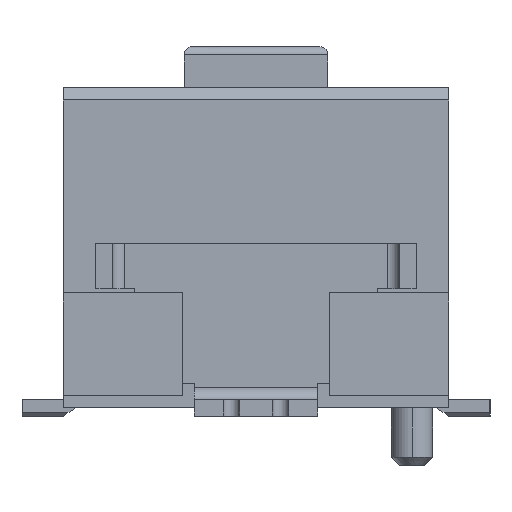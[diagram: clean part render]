
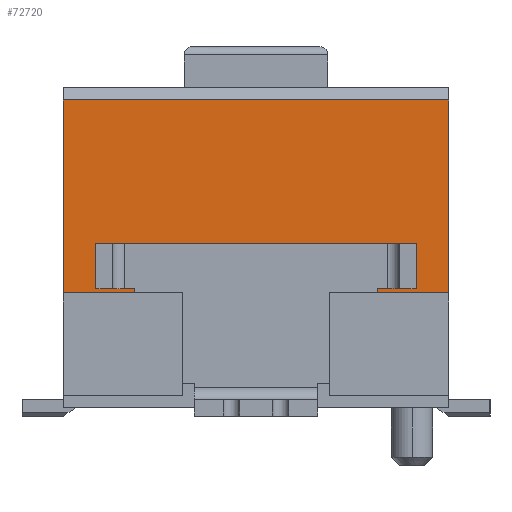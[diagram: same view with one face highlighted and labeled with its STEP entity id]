
A CAD part, left-side view. The second image highlights one B-rep face of the part: STEP entity #72720.
In plain terms, the highlighted planar face has unit normal (-1, 0, 0).
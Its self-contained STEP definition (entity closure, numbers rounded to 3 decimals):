
#48570=CARTESIAN_POINT('',(-9.1,1.6,1.5));
#48580=VERTEX_POINT('',#48570);
#48630=CARTESIAN_POINT('',(-9.1,0.,-0.1));
#48640=DIRECTION('',(0.,-0.707,-0.707));
#48650=VECTOR('',#48640,1.);
#48660=LINE('',#48630,#48650);
#48670=CARTESIAN_POINT('',(-9.1,1.5,1.4));
#48680=VERTEX_POINT('',#48670);
#48690=EDGE_CURVE('',#48580,#48680,#48660,.T.);
#54260=CARTESIAN_POINT('',(-9.1,-1.475,1.55));
#54270=VERTEX_POINT('',#54260);
#54300=CARTESIAN_POINT('',(-9.1,-1.475,0.));
#54310=DIRECTION('',(0.,0.,-1.));
#54320=VECTOR('',#54310,1.);
#54330=LINE('',#54300,#54320);
#54340=CARTESIAN_POINT('',(-9.1,-1.475,0.6));
#54350=VERTEX_POINT('',#54340);
#54360=EDGE_CURVE('',#54270,#54350,#54330,.T.);
#56060=CARTESIAN_POINT('',(-9.1,1.475,0.6));
#56070=VERTEX_POINT('',#56060);
#56120=CARTESIAN_POINT('',(-9.1,1.475,0.));
#56130=DIRECTION('',(0.,0.,-1.));
#56140=VECTOR('',#56130,1.);
#56150=LINE('',#56120,#56140);
#56160=CARTESIAN_POINT('',(-9.1,1.475,1.55));
#56170=VERTEX_POINT('',#56160);
#56180=EDGE_CURVE('',#56170,#56070,#56150,.T.);
#58470=CARTESIAN_POINT('',(-9.1,-1.65,2.1));
#58480=VERTEX_POINT('',#58470);
#58510=CARTESIAN_POINT('',(-9.1,-1.65,1.724));
#58520=DIRECTION('',(0.,0.,1.));
#58530=VECTOR('',#58520,1.);
#58540=LINE('',#58510,#58530);
#58550=CARTESIAN_POINT('',(-9.1,-1.65,1.55));
#58560=VERTEX_POINT('',#58550);
#58570=EDGE_CURVE('',#58560,#58480,#58540,.T.);
#71570=CARTESIAN_POINT('',(-9.1,2.518,-0.044));
#71580=DIRECTION('',(-1.,0.,0.));
#71590=DIRECTION('',(0.,1.,0.));
#71600=AXIS2_PLACEMENT_3D('',#71570,#71580,#71590);
#71610=PLANE('',#71600);
#71620=ORIENTED_EDGE('',*,*,#58570,.F.);
#71630=CARTESIAN_POINT('',(-9.1,0.,2.1));
#71640=DIRECTION('',(0.,-1.,0.));
#71650=VECTOR('',#71640,1.);
#71660=LINE('',#71630,#71650);
#71670=CARTESIAN_POINT('',(-9.1,1.65,2.1));
#71680=VERTEX_POINT('',#71670);
#71690=EDGE_CURVE('',#71680,#58480,#71660,.T.);
#71700=ORIENTED_EDGE('',*,*,#71690,.T.);
#71710=CARTESIAN_POINT('',(-9.1,1.65,0.122));
#71720=DIRECTION('',(0.,0.,1.));
#71730=VECTOR('',#71720,1.);
#71740=LINE('',#71710,#71730);
#71750=CARTESIAN_POINT('',(-9.1,1.65,1.55));
#71760=VERTEX_POINT('',#71750);
#71770=EDGE_CURVE('',#71760,#71680,#71740,.T.);
#71780=ORIENTED_EDGE('',*,*,#71770,.T.);
#71790=CARTESIAN_POINT('',(-9.1,0.,1.55));
#71800=DIRECTION('',(0.,-1.,0.));
#71810=VECTOR('',#71800,1.);
#71820=LINE('',#71790,#71810);
#71830=EDGE_CURVE('',#71760,#56170,#71820,.T.);
#71840=ORIENTED_EDGE('',*,*,#71830,.F.);
#71850=ORIENTED_EDGE('',*,*,#56180,.F.);
#71860=CARTESIAN_POINT('',(-9.1,0.,0.6));
#71870=DIRECTION('',(0.,1.,0.));
#71880=VECTOR('',#71870,1.);
#71890=LINE('',#71860,#71880);
#71900=CARTESIAN_POINT('',(-9.1,1.5,0.6));
#71910=VERTEX_POINT('',#71900);
#71920=EDGE_CURVE('',#56070,#71910,#71890,.T.);
#71930=ORIENTED_EDGE('',*,*,#71920,.F.);
#71940=CARTESIAN_POINT('',(-9.1,1.5,0.));
#71950=DIRECTION('',(0.,0.,-1.));
#71960=VECTOR('',#71950,1.);
#71970=LINE('',#71940,#71960);
#71980=EDGE_CURVE('',#48680,#71910,#71970,.T.);
#71990=ORIENTED_EDGE('',*,*,#71980,.T.);
#72000=ORIENTED_EDGE('',*,*,#48690,.T.);
#72010=CARTESIAN_POINT('',(-9.1,0.,1.5));
#72020=DIRECTION('',(0.,-1.,0.));
#72030=VECTOR('',#72020,1.);
#72040=LINE('',#72010,#72030);
#72050=CARTESIAN_POINT('',(-9.1,2.35,1.5));
#72060=VERTEX_POINT('',#72050);
#72070=EDGE_CURVE('',#72060,#48580,#72040,.T.);
#72080=ORIENTED_EDGE('',*,*,#72070,.T.);
#72090=CARTESIAN_POINT('',(-9.1,2.35,0.));
#72100=DIRECTION('',(0.,0.,-1.));
#72110=VECTOR('',#72100,1.);
#72120=LINE('',#72090,#72110);
#72130=CARTESIAN_POINT('',(-9.1,2.35,3.85));
#72140=VERTEX_POINT('',#72130);
#72150=EDGE_CURVE('',#72140,#72060,#72120,.T.);
#72160=ORIENTED_EDGE('',*,*,#72150,.T.);
#72170=CARTESIAN_POINT('',(-9.1,0.,3.85));
#72180=DIRECTION('',(0.,1.,0.));
#72190=VECTOR('',#72180,1.);
#72200=LINE('',#72170,#72190);
#72210=CARTESIAN_POINT('',(-9.1,-2.35,3.85));
#72220=VERTEX_POINT('',#72210);
#72230=EDGE_CURVE('',#72220,#72140,#72200,.T.);
#72240=ORIENTED_EDGE('',*,*,#72230,.T.);
#72250=CARTESIAN_POINT('',(-9.1,-2.35,0.));
#72260=DIRECTION('',(0.,0.,-1.));
#72270=VECTOR('',#72260,1.);
#72280=LINE('',#72250,#72270);
#72290=CARTESIAN_POINT('',(-9.1,-2.35,1.5));
#72300=VERTEX_POINT('',#72290);
#72310=EDGE_CURVE('',#72220,#72300,#72280,.T.);
#72320=ORIENTED_EDGE('',*,*,#72310,.F.);
#72330=CARTESIAN_POINT('',(-9.1,0.,1.5));
#72340=DIRECTION('',(0.,-1.,0.));
#72350=VECTOR('',#72340,1.);
#72360=LINE('',#72330,#72350);
#72370=CARTESIAN_POINT('',(-9.1,-1.6,1.5));
#72380=VERTEX_POINT('',#72370);
#72390=EDGE_CURVE('',#72380,#72300,#72360,.T.);
#72400=ORIENTED_EDGE('',*,*,#72390,.T.);
#72410=CARTESIAN_POINT('',(-9.1,-0.1,0.));
#72420=DIRECTION('',(0.,-0.707,0.707));
#72430=VECTOR('',#72420,1.);
#72440=LINE('',#72410,#72430);
#72450=CARTESIAN_POINT('',(-9.1,-1.5,1.4));
#72460=VERTEX_POINT('',#72450);
#72470=EDGE_CURVE('',#72460,#72380,#72440,.T.);
#72480=ORIENTED_EDGE('',*,*,#72470,.T.);
#72490=CARTESIAN_POINT('',(-9.1,-1.5,0.));
#72500=DIRECTION('',(0.,0.,1.));
#72510=VECTOR('',#72500,1.);
#72520=LINE('',#72490,#72510);
#72530=CARTESIAN_POINT('',(-9.1,-1.5,0.6));
#72540=VERTEX_POINT('',#72530);
#72550=EDGE_CURVE('',#72540,#72460,#72520,.T.);
#72560=ORIENTED_EDGE('',*,*,#72550,.T.);
#72570=CARTESIAN_POINT('',(-9.1,0.,0.6));
#72580=DIRECTION('',(0.,-1.,0.));
#72590=VECTOR('',#72580,1.);
#72600=LINE('',#72570,#72590);
#72610=EDGE_CURVE('',#54350,#72540,#72600,.T.);
#72620=ORIENTED_EDGE('',*,*,#72610,.T.);
#72630=ORIENTED_EDGE('',*,*,#54360,.T.);
#72640=CARTESIAN_POINT('',(-9.1,0.,1.55));
#72650=DIRECTION('',(0.,1.,0.));
#72660=VECTOR('',#72650,1.);
#72670=LINE('',#72640,#72660);
#72680=EDGE_CURVE('',#58560,#54270,#72670,.T.);
#72690=ORIENTED_EDGE('',*,*,#72680,.T.);
#72700=EDGE_LOOP('',(#72690,#72630,#72620,#72560,#72480,#72400,#72320,
#72240,#72160,#72080,#72000,#71990,#71930,#71850,#71840,#71780,#71700,
#71620));
#72710=FACE_OUTER_BOUND('',#72700,.T.);
#72720=ADVANCED_FACE('',(#72710),#71610,.T.);
